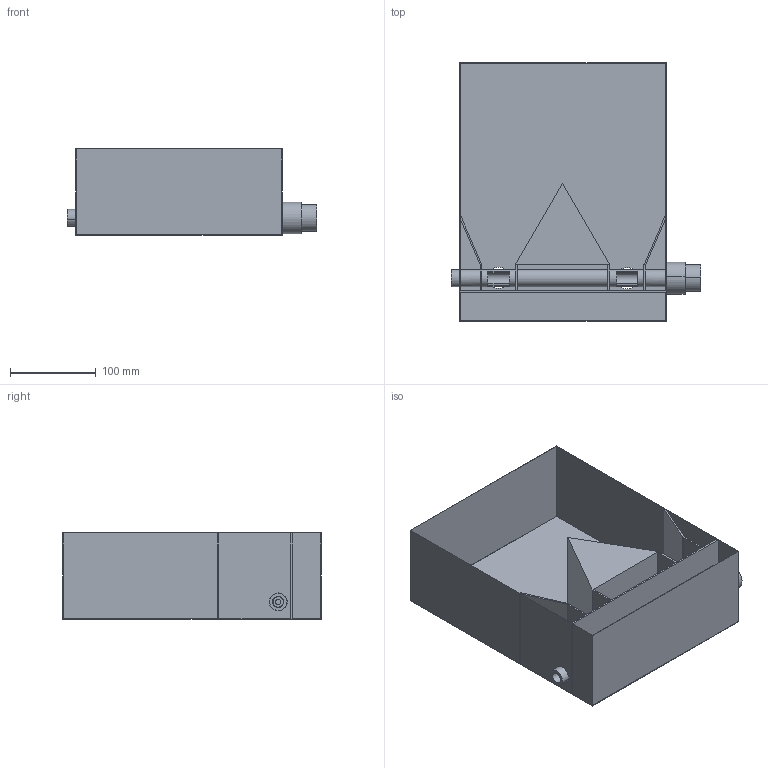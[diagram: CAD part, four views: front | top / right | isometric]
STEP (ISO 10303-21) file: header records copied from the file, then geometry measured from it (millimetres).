
FILE_DESCRIPTION (( 'STEP AP214' ), '1' );
FILE_NAME ('seed tank assembly.STEP', '2020-02-26T05:55:32', ( '' ), ( '' ), 'SwSTEP 2.0', 'SolidWorks 2019', '' );
FILE_SCHEMA (( 'AUTOMOTIVE_DESIGN' ));
Length unit declared in the file: millimetre
Products named in the file (12): plough and seed motor; seed blocker; seed tank; seed tank assembly; seed dispenser
Assembly tree (7 placements, depth 2):
  plough and seed motor
  seed blocker
  seed blocker
  seed tank
  seed tank assembly
    seed tank
    seed blocker  x4
    seed dispenser
    plough and seed motor
Bounding box: 290.5 x 301 x 100.5 mm (x, y, z)
Volume: 784990.3 mm3; surface area: 518329.4 mm2
Topology: 7 solids, 7 shells, 111 faces, 271 edges, 178 vertices
Faces by surface type: plane 85, cylinder 26
Entity records: 2710 total; most frequent: DIRECTION 433, CARTESIAN_POINT 421, ORIENTED_EDGE 398, EDGE_CURVE 199, VECTOR 149, LINE 149, AXIS2_PLACEMENT_3D 142, VERTEX_POINT 130
